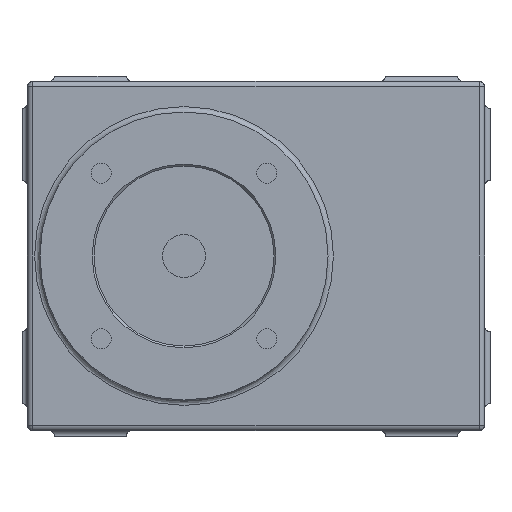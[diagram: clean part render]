
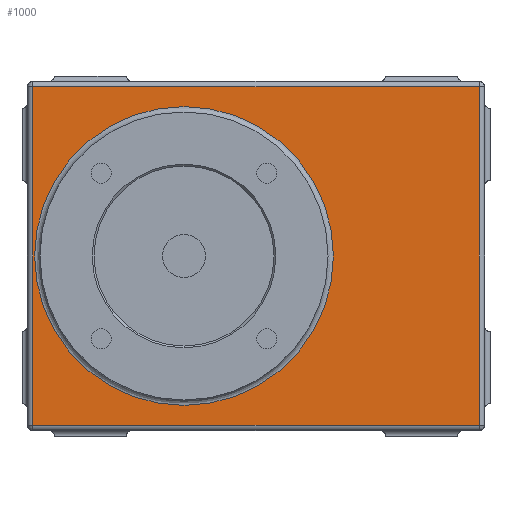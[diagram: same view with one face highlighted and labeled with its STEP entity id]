
A CAD part, left-side view. The second image highlights one B-rep face of the part: STEP entity #1000.
In plain terms, the highlighted planar face has unit normal (-1, 0, 0).
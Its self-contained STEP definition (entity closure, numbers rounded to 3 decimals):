
#935=CARTESIAN_POINT('',(1.5,-41.5,0.));
#936=VERTEX_POINT('',#935);
#937=CARTESIAN_POINT('',(1.5,0.,0.0));
#938=DIRECTION('',(-1.0,0.0,0.0));
#939=DIRECTION('',(0.0,1.0,0.0));
#940=AXIS2_PLACEMENT_3D('',#937,#938,#939);
#941=CIRCLE('',#940,41.5);
#942=EDGE_CURVE('',#936,#936,#941,.T.);
#958=CARTESIAN_POINT('',(1.5,0.,0.0));
#959=DIRECTION('',(-1.0,0.0,0.0));
#960=DIRECTION('',(0.0,0.0,1.0));
#961=AXIS2_PLACEMENT_3D('',#958,#959,#960);
#962=PLANE('',#961);
#963=CARTESIAN_POINT('',(1.5,-82.0,47.));
#964=VERTEX_POINT('',#963);
#965=CARTESIAN_POINT('',(1.5,-82.0,-47.));
#966=VERTEX_POINT('',#965);
#967=CARTESIAN_POINT('',(1.5,-82.0,47.));
#968=DIRECTION('',(0.0,0.0,-1.0));
#969=VECTOR('',#968,94.);
#970=LINE('',#967,#969);
#971=EDGE_CURVE('',#964,#966,#970,.T.);
#972=ORIENTED_EDGE('',*,*,#971,.F.);
#973=CARTESIAN_POINT('',(1.5,42.,47.));
#974=VERTEX_POINT('',#973);
#975=CARTESIAN_POINT('',(1.5,42.,47.));
#976=DIRECTION('',(0.0,-1.0,0.0));
#977=VECTOR('',#976,124.);
#978=LINE('',#975,#977);
#979=EDGE_CURVE('',#974,#964,#978,.T.);
#980=ORIENTED_EDGE('',*,*,#979,.F.);
#981=CARTESIAN_POINT('',(1.5,42.,-47.));
#982=VERTEX_POINT('',#981);
#983=CARTESIAN_POINT('',(1.5,42.,-47.));
#984=DIRECTION('',(0.0,0.0,1.0));
#985=VECTOR('',#984,94.);
#986=LINE('',#983,#985);
#987=EDGE_CURVE('',#982,#974,#986,.T.);
#988=ORIENTED_EDGE('',*,*,#987,.F.);
#989=CARTESIAN_POINT('',(1.5,-82.0,-47.));
#990=DIRECTION('',(0.0,1.0,0.0));
#991=VECTOR('',#990,124.);
#992=LINE('',#989,#991);
#993=EDGE_CURVE('',#966,#982,#992,.T.);
#994=ORIENTED_EDGE('',*,*,#993,.F.);
#995=EDGE_LOOP('',(#972,#980,#988,#994));
#996=FACE_OUTER_BOUND('',#995,.T.);
#997=ORIENTED_EDGE('',*,*,#942,.F.);
#998=EDGE_LOOP('',(#997));
#999=FACE_BOUND('',#998,.T.);
#1000=ADVANCED_FACE('',(#996,#999),#962,.T.);
